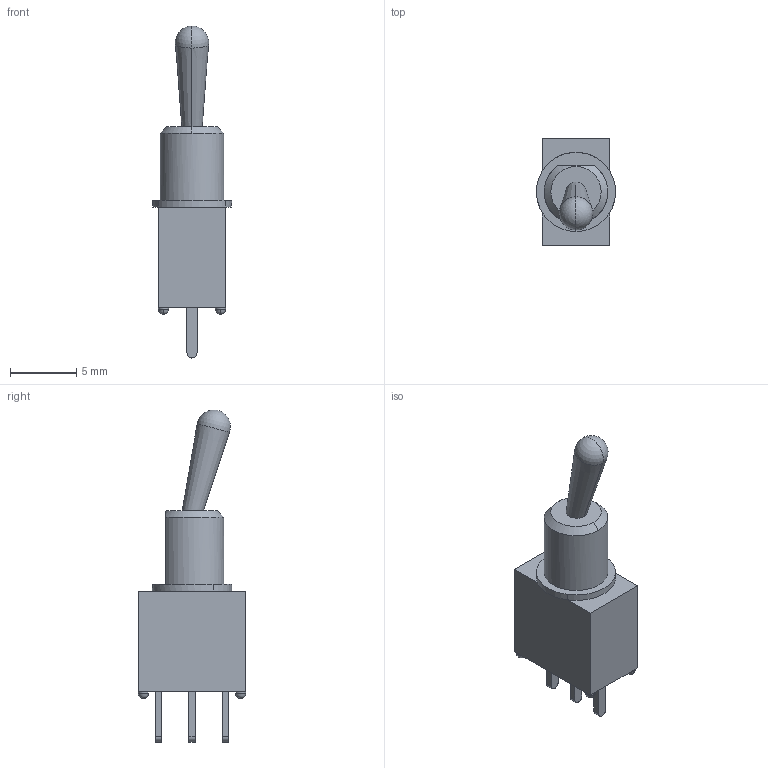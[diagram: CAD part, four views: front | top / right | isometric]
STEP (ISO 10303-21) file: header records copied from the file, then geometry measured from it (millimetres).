
FILE_DESCRIPTION((''),'2;1');
FILE_NAME('C-2267078-5','2014-06-23T',('workeradm'),('Tyco Electronics Ltd.'),'PRO/ENGINEER BY PARAMETRIC TECHNOLOGY CORPORATION, 2013050','PRO/ENGINEER BY PARAMETRIC TECHNOLOGY CORPORATION, 2013050','');
FILE_SCHEMA(('AUTOMOTIVE_DESIGN { 1 0 10303 214 1 1 1 1 }'));
Length unit declared in the file: millimetre
Products named in the file (1): C-2267078-5
Bounding box: 5.99 x 8.13 x 25.14 mm (x, y, z)
Volume: 456.5 mm3; surface area: 458.5 mm2
Topology: 1 solids, 1 shells, 56 faces, 134 edges, 75 vertices
Faces by surface type: plane 28, cylinder 14, sphere 10, cone 4
Entity records: 1744 total; most frequent: CARTESIAN_POINT 300, DIRECTION 281, ORIENTED_EDGE 248, COLOUR_RGB 126, EDGE_CURVE 124, AXIS2_PLACEMENT_3D 105, VERTEX_POINT 75, VECTOR 71
